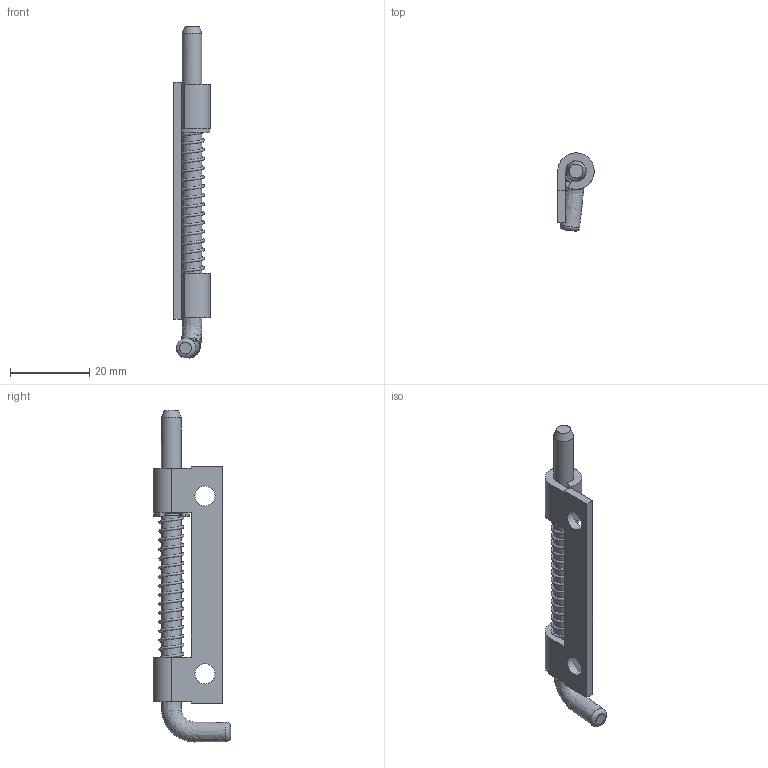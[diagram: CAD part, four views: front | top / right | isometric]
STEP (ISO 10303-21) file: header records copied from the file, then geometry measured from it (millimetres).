
FILE_DESCRIPTION( ( 'STEP AP203' ), '1' );
FILE_NAME( ' ', ' ', ( ' ' ), ( ' ' ), 'PSStep 10.0', ' ', ' ' );
FILE_SCHEMA( ( 'CONFIG_CONTROL_DESIGN' ) );
Length unit declared in the file: millimetre
Products named in the file (5): 1; 2; 3; 4; 5
Bounding box: 9.24 x 19.7 x 83.99 mm (x, y, z)
Volume: 3941.6 mm3; surface area: 4665.7 mm2
Topology: 5 solids, 5 shells, 55 faces, 148 edges, 103 vertices
Faces by surface type: plane 28, cylinder 20, bspline 7
Full cylindrical faces by diameter (mm): 0.6 x1, 4 x1, 5.1 x2
Entity records: 4521 total; most frequent: CARTESIAN_POINT 3017, ORIENTED_EDGE 260, DIRECTION 250, EDGE_CURVE 130, VERTEX_POINT 96, AXIS2_PLACEMENT_3D 93, EDGE_LOOP 74, FACE_OUTER_BOUND 66
